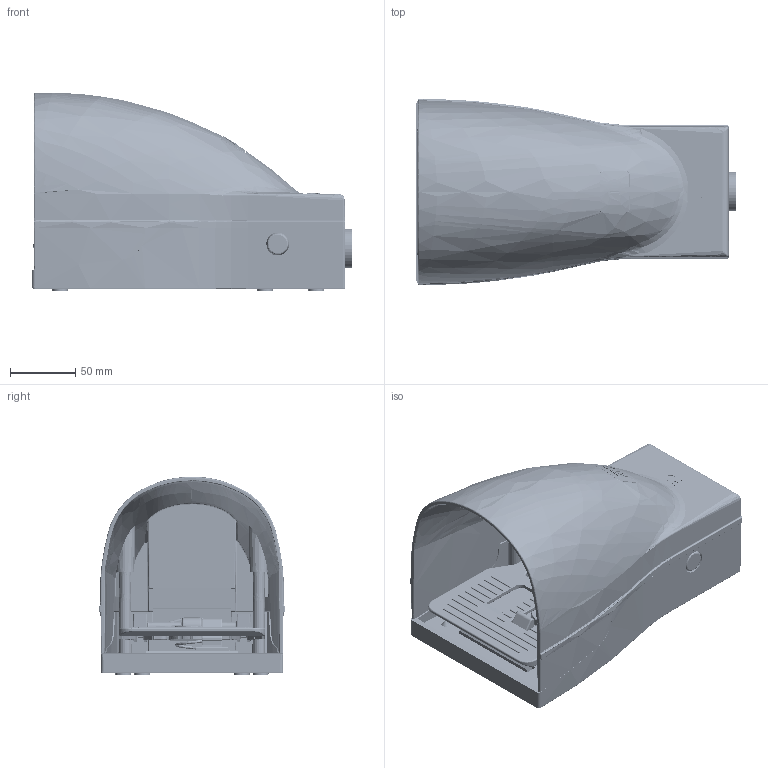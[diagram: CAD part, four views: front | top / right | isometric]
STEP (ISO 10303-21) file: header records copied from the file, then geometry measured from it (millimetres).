
FILE_DESCRIPTION(( 'PED_EEB.STEP' ), '1');
FILE_NAME( 'PED EEB.STEP', '2019-03-04T11:49:03',( 'Sopra'),('sopra-pneumatic.com'), 'SwSTEP 2.0','SolidWorks 2009','' );
FILE_SCHEMA (( 'AUTOMOTIVE_DESIGN' ));
Length unit declared in the file: millimetre
Products named in the file (1): 1_149_4n
Bounding box: 243.9 x 142.41 x 151.85 mm (x, y, z)
Volume: 558177.5 mm3; surface area: 338529.8 mm2
Topology: 16 solids, 16 shells, 4709 faces, 11603 edges, 6802 vertices
Faces by surface type: cylinder 1581, bspline 1215, plane 1059, cone 503, sphere 187, torus 164
Entity records: 293693 total; most frequent: CARTESIAN_POINT 193919, ORIENTED_EDGE 22748, DIRECTION 17013, EDGE_CURVE 11374, VERTEX_POINT 6775, AXIS2_PLACEMENT_3D 6608, EDGE_LOOP 4819, FACE_OUTER_BOUND 4708
